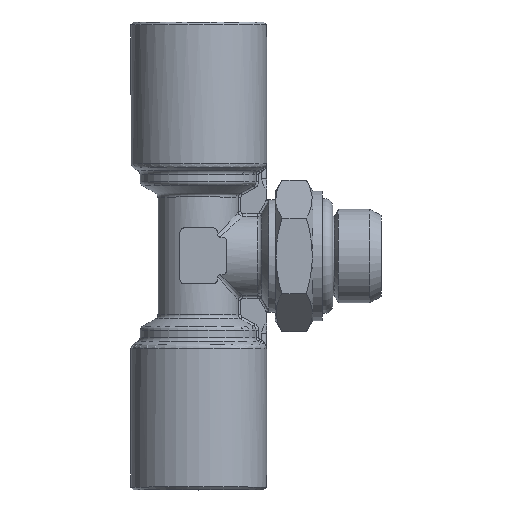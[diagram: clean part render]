
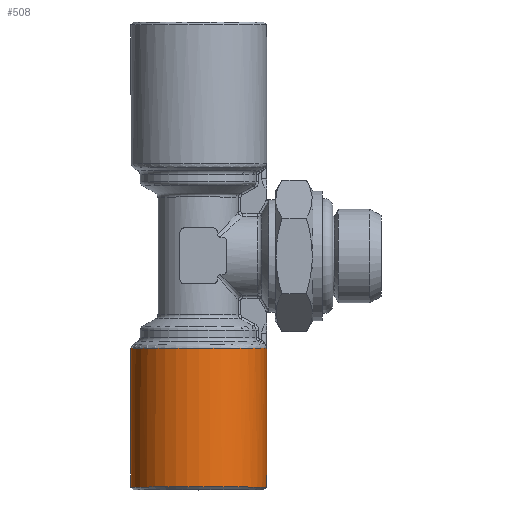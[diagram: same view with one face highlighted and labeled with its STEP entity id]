
A CAD part, top view. The second image highlights one B-rep face of the part: STEP entity #508.
In plain terms, the highlighted cylindrical face has radius 7.25 mm (diameter 14.5 mm), a full revolution.
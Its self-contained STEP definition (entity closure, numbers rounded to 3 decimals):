
#508 = ADVANCED_FACE( 'NONE', ( #1454, #1455 ), #1456, .T. );
#1454 = FACE_OUTER_BOUND( '', #7542, .T. );
#1455 = FACE_OUTER_BOUND( '', #7543, .T. );
#1456 = CYLINDRICAL_SURFACE( '', #7544, 7.25 );
#7542 = EDGE_LOOP( '', ( #10559, #10560, #10561 ) );
#7543 = EDGE_LOOP( '', ( #10562 ) );
#7544 = AXIS2_PLACEMENT_3D( '', #10563, #10564, #10565 );
#10559 = ORIENTED_EDGE( '', *, *, #11489, .F. );
#10560 = ORIENTED_EDGE( '', *, *, #10905, .F. );
#10561 = ORIENTED_EDGE( '', *, *, #11772, .F. );
#10562 = ORIENTED_EDGE( '', *, *, #11774, .F. );
#10563 = CARTESIAN_POINT( '', ( 0., 0., 0. ) );
#10564 = DIRECTION( '', ( 0., -1., 0. ) );
#10565 = DIRECTION( '', ( -1., 0., 0. ) );
#10905 = EDGE_CURVE( 'NONE', #12261, #12093, #12263, .T. );
#11489 = EDGE_CURVE( 'NONE', #12093, #12463, #13268, .T. );
#11772 = EDGE_CURVE( 'NONE', #12463, #12261, #13645, .T. );
#11774 = EDGE_CURVE( 'NONE', #13647, #13647, #13648, .T. );
#12093 = VERTEX_POINT( 'NONE', #14650 );
#12261 = VERTEX_POINT( 'NONE', #15152 );
#12263 = CIRCLE( '', #15154, 7.25 );
#12463 = VERTEX_POINT( 'NONE', #15983 );
#13268 = CIRCLE( '', #19491, 7.25 );
#13645 = CIRCLE( '', #21152, 7.25 );
#13647 = VERTEX_POINT( '', #21155 );
#13648 = CIRCLE( '', #21156, 7.25 );
#14650 = CARTESIAN_POINT( '', ( 7.25, -9.855, 0. ) );
#15152 = CARTESIAN_POINT( '', ( 7.215, -9.855, 0.708 ) );
#15154 = AXIS2_PLACEMENT_3D( '', #21448, #21449, #21450 );
#15983 = CARTESIAN_POINT( '', ( 7.215, -9.855, -0.708 ) );
#19491 = AXIS2_PLACEMENT_3D( '', #21919, #21920, #21921 );
#21152 = AXIS2_PLACEMENT_3D( '', #22170, #22171, #22172 );
#21155 = CARTESIAN_POINT( '', ( 0., -24.7, 7.25 ) );
#21156 = AXIS2_PLACEMENT_3D( '', #22174, #22175, #22176 );
#21448 = CARTESIAN_POINT( '', ( 0., -9.855, 0. ) );
#21449 = DIRECTION( '', ( 0., 1., 0. ) );
#21450 = DIRECTION( '', ( -1., 0., 0. ) );
#21919 = CARTESIAN_POINT( '', ( 0., -9.855, 0. ) );
#21920 = DIRECTION( '', ( 0., 1., 0. ) );
#21921 = DIRECTION( '', ( -1., 0., 0. ) );
#22170 = CARTESIAN_POINT( '', ( 0., -9.855, 0. ) );
#22171 = DIRECTION( '', ( 0., 1., 0. ) );
#22172 = DIRECTION( '', ( -1., 0., 0. ) );
#22174 = CARTESIAN_POINT( '', ( 0., -24.7, 0. ) );
#22175 = DIRECTION( '', ( 0., -1., 0. ) );
#22176 = DIRECTION( '', ( 0., 0., 1. ) );
